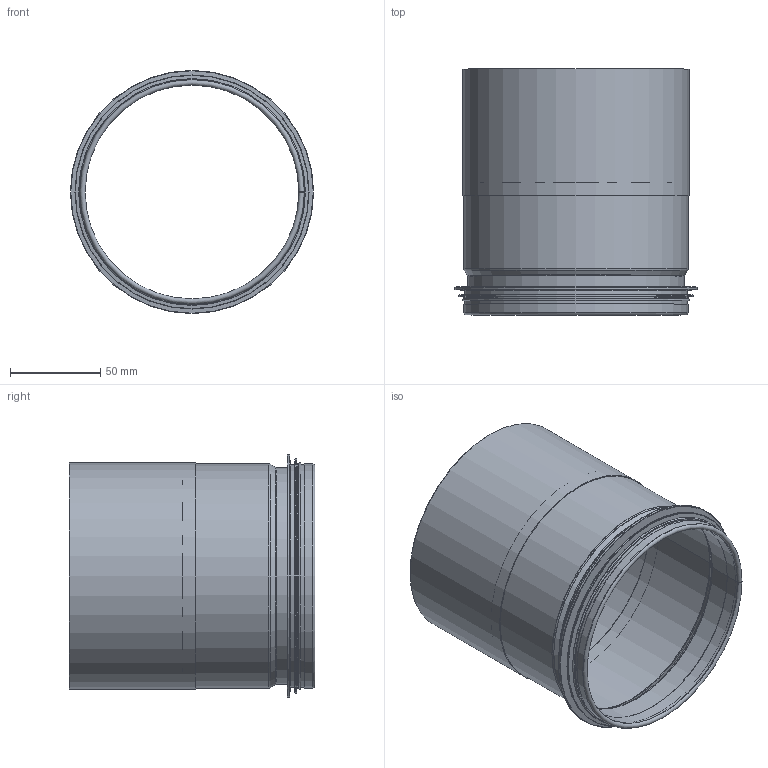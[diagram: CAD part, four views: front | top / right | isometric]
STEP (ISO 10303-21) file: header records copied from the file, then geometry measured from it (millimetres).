
FILE_DESCRIPTION((''),'2;1');
FILE_NAME('HFC_04-12.stp','2014-02-19T13:50:12',(''),(''),'Autodesk Inventor 2013','Autodesk Inventor 2013','');
FILE_SCHEMA(('AUTOMOTIVE_DESIGN { 1 2 10303 214 0 1 1 1 }'));
Length unit declared in the file: millimetre
Products named in the file (5): HFC_04-12; SvepHFC_125-120; Stos-125; StosRörämne-125; 999004
Assembly tree (4 placements, depth 3):
  HFC_04-12
    SvepHFC_125-120
    Stos-125
      StosRörämne-125
      999004
Bounding box: 134.45 x 136 x 134.45 mm (x, y, z)
Volume: 42350.1 mm3; surface area: 137211.4 mm2
Topology: 3 solids, 3 shells, 63 faces, 121 edges, 67 vertices
Faces by surface type: plane 29, cylinder 14, torus 14, cone 6
Full cylindrical faces by diameter (mm): 118.25 x1, 119.25 x1, 120.45 x1, 123.05 x5, 124.05 x3, 125.05 x1, 129.45 x1, 134.45 x1
Entity records: 1718 total; most frequent: DIRECTION 310, CARTESIAN_POINT 246, ORIENTED_EDGE 214, AXIS2_PLACEMENT_3D 131, EDGE_CURVE 107, EDGE_LOOP 82, VERTEX_POINT 67, FACE_OUTER_BOUND 63
